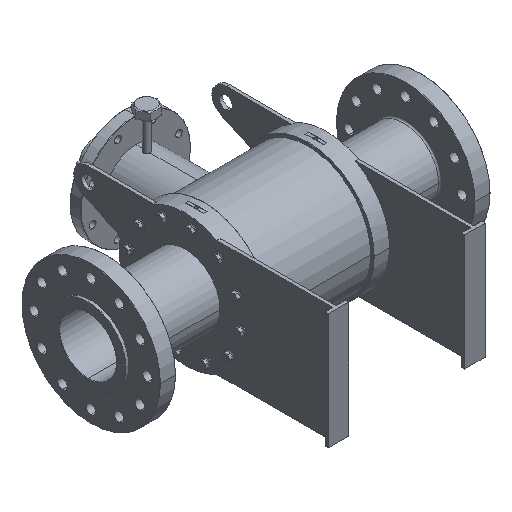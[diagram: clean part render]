
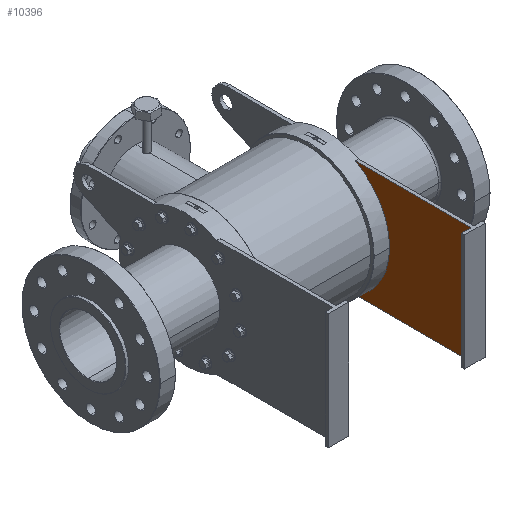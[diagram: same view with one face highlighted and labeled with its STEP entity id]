
A CAD part, isometric view. The second image highlights one B-rep face of the part: STEP entity #10396.
In plain terms, the highlighted planar face has unit normal (-1, 0, 0).
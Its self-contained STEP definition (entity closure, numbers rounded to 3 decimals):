
#44 = VERTEX_POINT ( 'NONE', #11876 ) ;
#450 = EDGE_CURVE ( 'NONE', #13686, #4925, #6758, .T. ) ;
#1046 = EDGE_CURVE ( 'NONE', #44, #2423, #3711, .T. ) ;
#1070 = EDGE_CURVE ( 'NONE', #13686, #44, #3016, .T. ) ;
#1174 = CARTESIAN_POINT ( 'NONE',  ( 215., 0., 0. ) ) ;
#1279 = ORIENTED_EDGE ( 'NONE', *, *, #5577, .F. ) ;
#1378 = CARTESIAN_POINT ( 'NONE',  ( 215., -100.425, 185. ) ) ;
#2107 = DIRECTION ( 'NONE',  ( 0., 0., 1. ) ) ;
#2123 = CARTESIAN_POINT ( 'NONE',  ( 215., -469., -185. ) ) ;
#2272 = EDGE_LOOP ( 'NONE', ( #6964, #3513, #1279, #3171, #12528 ) ) ;
#2383 = DIRECTION ( 'NONE',  ( -1., 0., 0. ) ) ;
#2423 = VERTEX_POINT ( 'NONE', #1378 ) ;
#2844 = VECTOR ( 'NONE', #2107, 1000. ) ;
#3016 = CIRCLE ( 'NONE', #5059, 210.5 ) ;
#3171 = ORIENTED_EDGE ( 'NONE', *, *, #1046, .F. ) ;
#3439 = DIRECTION ( 'NONE',  ( 0., -1., 0. ) ) ;
#3513 = ORIENTED_EDGE ( 'NONE', *, *, #5318, .T. ) ;
#3711 = CIRCLE ( 'NONE', #10472, 210.5 ) ;
#3988 = VECTOR ( 'NONE', #3439, 1000. ) ;
#4023 = DIRECTION ( 'NONE',  ( 1., 0., 0. ) ) ;
#4599 = DIRECTION ( 'NONE',  ( 0., -1., 0. ) ) ;
#4607 = DIRECTION ( 'NONE',  ( 0., -1., 0. ) ) ;
#4925 = VERTEX_POINT ( 'NONE', #2123 ) ;
#5059 = AXIS2_PLACEMENT_3D ( 'NONE', #1174, #2383, #4599 ) ;
#5306 = CARTESIAN_POINT ( 'NONE',  ( 215., -469., 185. ) ) ;
#5318 = EDGE_CURVE ( 'NONE', #4925, #12911, #7496, .T. ) ;
#5577 = EDGE_CURVE ( 'NONE', #2423, #12911, #11304, .T. ) ;
#5780 = DIRECTION ( 'NONE',  ( -1., 0., 0. ) ) ;
#6548 = AXIS2_PLACEMENT_3D ( 'NONE', #13844, #4023, #8334 ) ;
#6758 = LINE ( 'NONE', #11142, #3988 ) ;
#6964 = ORIENTED_EDGE ( 'NONE', *, *, #450, .T. ) ;
#7175 = VECTOR ( 'NONE', #4607, 1000. ) ;
#7496 = LINE ( 'NONE', #5306, #2844 ) ;
#7769 = CARTESIAN_POINT ( 'NONE',  ( 215., 0., 0. ) ) ;
#8334 = DIRECTION ( 'NONE',  ( 0., 0., 1. ) ) ;
#8974 = DIRECTION ( 'NONE',  ( 0., -1., 0. ) ) ;
#9551 = FACE_OUTER_BOUND ( 'NONE', #2272, .T. ) ;
#10037 = CARTESIAN_POINT ( 'NONE',  ( 215., -100.425, -185. ) ) ;
#10086 = CARTESIAN_POINT ( 'NONE',  ( 215., -469., 185. ) ) ;
#10396 = ADVANCED_FACE ( 'NONE', ( #9551 ), #13702, .F. ) ;
#10472 = AXIS2_PLACEMENT_3D ( 'NONE', #7769, #5780, #8974 ) ;
#11142 = CARTESIAN_POINT ( 'NONE',  ( 215., 0., -185. ) ) ;
#11304 = LINE ( 'NONE', #12365, #7175 ) ;
#11876 = CARTESIAN_POINT ( 'NONE',  ( 215., -210.5, 0. ) ) ;
#12365 = CARTESIAN_POINT ( 'NONE',  ( 215., 0., 185. ) ) ;
#12528 = ORIENTED_EDGE ( 'NONE', *, *, #1070, .F. ) ;
#12911 = VERTEX_POINT ( 'NONE', #10086 ) ;
#13686 = VERTEX_POINT ( 'NONE', #10037 ) ;
#13702 = PLANE ( 'NONE',  #6548 ) ;
#13844 = CARTESIAN_POINT ( 'NONE',  ( 215., 0., 0. ) ) ;
